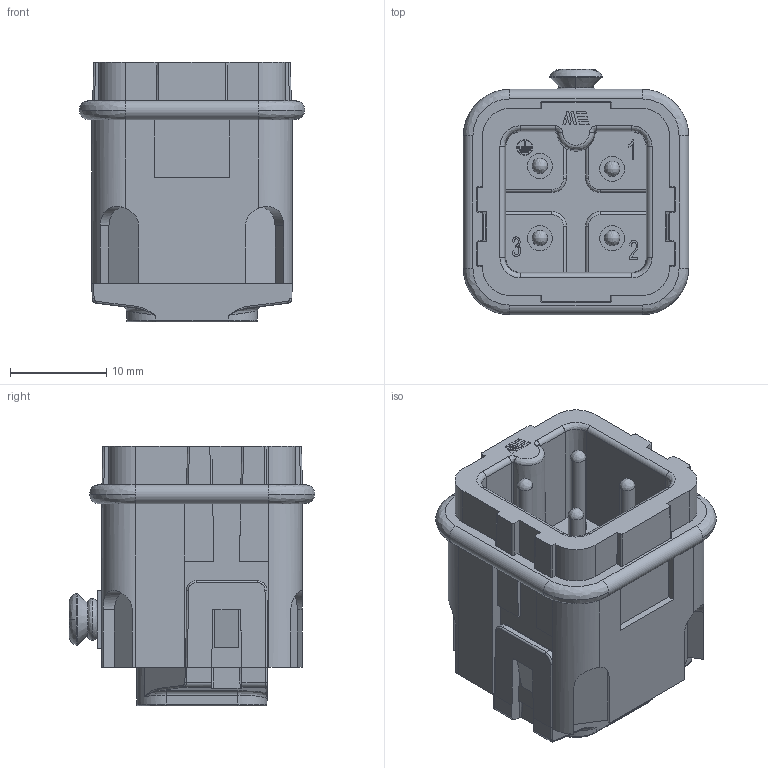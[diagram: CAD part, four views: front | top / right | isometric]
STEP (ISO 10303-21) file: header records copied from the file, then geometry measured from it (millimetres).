
FILE_DESCRIPTION (( 'STEP AP203' ), '1' );
FILE_NAME ('29009.step', '2025-02-12T17:31:01', ( '' ), ( '' ), 'SwSTEP 2.0', 'SolidWorks 2024', '' );
FILE_SCHEMA (( 'CONFIG_CONTROL_DESIGN' ));
Length unit declared in the file: inch
Products named in the file (1): 29009
Bounding box: 23.4 x 25.5 x 27 mm (x, y, z)
Volume: 7760.5 mm3; surface area: 4934.9 mm2
Topology: 1 solids, 1 shells, 556 faces, 1410 edges, 885 vertices
Faces by surface type: plane 268, cylinder 149, bspline 108, cone 31
Entity records: 19320 total; most frequent: CARTESIAN_POINT 6650, ORIENTED_EDGE 2796, DIRECTION 2385, EDGE_CURVE 1398, VERTEX_POINT 885, AXIS2_PLACEMENT_3D 795, VECTOR 795, LINE 795
